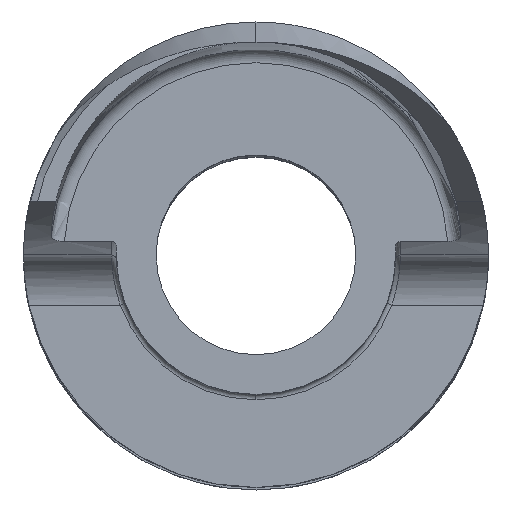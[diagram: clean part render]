
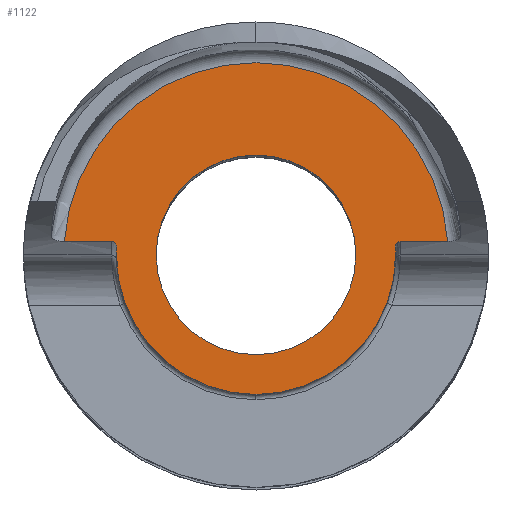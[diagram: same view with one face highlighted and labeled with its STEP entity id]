
A CAD part, top view. The second image highlights one B-rep face of the part: STEP entity #1122.
In plain terms, the highlighted planar face has unit normal (0, 0, 1).
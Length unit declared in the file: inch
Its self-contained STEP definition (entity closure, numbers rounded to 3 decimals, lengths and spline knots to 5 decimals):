
#24 = DIRECTION ( 'NONE',  ( 1., 0., 0. ) ) ;
#36 = CIRCLE ( 'NONE', #2549, 0.413 ) ;
#57 = VERTEX_POINT ( 'NONE', #1494 ) ;
#131 = CARTESIAN_POINT ( 'NONE',  ( -0.413, 0., 0.59 ) ) ;
#155 = CARTESIAN_POINT ( 'NONE',  ( 0.42721, 0.03997, 0.59 ) ) ;
#176 = ORIENTED_EDGE ( 'NONE', *, *, #234, .F. ) ;
#212 = CARTESIAN_POINT ( 'NONE',  ( 0., 0., 0.59 ) ) ;
#219 = DIRECTION ( 'NONE',  ( 1., 0., 0. ) ) ;
#234 = EDGE_CURVE ( 'NONE', #1791, #772, #1723, .T. ) ;
#243 = LINE ( 'NONE', #2629, #1846 ) ;
#256 = EDGE_LOOP ( 'NONE', ( #2511, #1966, #1314, #1048, #771, #1284, #1279, #1037 ) ) ;
#323 = AXIS2_PLACEMENT_3D ( 'NONE', #363, #1905, #593 ) ;
#346 = VERTEX_POINT ( 'NONE', #746 ) ;
#363 = CARTESIAN_POINT ( 'NONE',  ( 0., 0., 0.59 ) ) ;
#378 = CARTESIAN_POINT ( 'NONE',  ( 0., 0., 0.59 ) ) ;
#414 = AXIS2_PLACEMENT_3D ( 'NONE', #212, #875, #2397 ) ;
#432 = CARTESIAN_POINT ( 'NONE',  ( 0., 0., 0.59 ) ) ;
#504 = CARTESIAN_POINT ( 'NONE',  ( -0.42721, 0.03997, 0.59 ) ) ;
#518 = VERTEX_POINT ( 'NONE', #131 ) ;
#545 = DIRECTION ( 'NONE',  ( 1., 0., 0. ) ) ;
#546 = EDGE_CURVE ( 'NONE', #2470, #1885, #1770, .T. ) ;
#582 = CARTESIAN_POINT ( 'NONE',  ( 0.41348, 0.03156, 0.59 ) ) ;
#593 = DIRECTION ( 'NONE',  ( 1., 0., 0. ) ) ;
#605 = EDGE_CURVE ( 'NONE', #932, #2470, #2771, .T. ) ;
#606 = DIRECTION ( 'NONE',  ( 1., 0., 0. ) ) ;
#746 = CARTESIAN_POINT ( 'NONE',  ( 0.56713, 0.03997, 0.59 ) ) ;
#771 = ORIENTED_EDGE ( 'NONE', *, *, #820, .T. ) ;
#772 = VERTEX_POINT ( 'NONE', #2402 ) ;
#780 = CARTESIAN_POINT ( 'NONE',  ( 0., 0., 0.59 ) ) ;
#820 = EDGE_CURVE ( 'NONE', #1885, #346, #243, .T. ) ;
#845 = DIRECTION ( 'NONE',  ( 0., 0., 1. ) ) ;
#860 = B_SPLINE_CURVE_WITH_KNOTS ( 'NONE', 3,
 ( #1516, #2789, #2102, #2122, #1924, #1936 ),
 .UNSPECIFIED., .F., .F.,
 ( 4, 2, 4 ),
 ( 0., 0.00032, 0.00064 ),
 .UNSPECIFIED. ) ;
#875 = DIRECTION ( 'NONE',  ( 0., 0., 1. ) ) ;
#932 = VERTEX_POINT ( 'NONE', #2766 ) ;
#979 = EDGE_CURVE ( 'NONE', #518, #932, #2149, .T. ) ;
#1037 = ORIENTED_EDGE ( 'NONE', *, *, #1915, .T. ) ;
#1048 = ORIENTED_EDGE ( 'NONE', *, *, #546, .T. ) ;
#1068 = DIRECTION ( 'NONE',  ( 0., 0., 1. ) ) ;
#1074 = AXIS2_PLACEMENT_3D ( 'NONE', #432, #1755, #219 ) ;
#1081 = EDGE_CURVE ( 'NONE', #772, #1791, #2081, .T. ) ;
#1094 = LINE ( 'NONE', #1588, #2768 ) ;
#1122 = ADVANCED_FACE ( 'NONE', ( #1164, #2387 ), #1532, .T. ) ;
#1146 = EDGE_LOOP ( 'NONE', ( #1416, #176 ) ) ;
#1164 = FACE_BOUND ( 'NONE', #1146, .T. ) ;
#1212 = AXIS2_PLACEMENT_3D ( 'NONE', #2372, #1068, #2590 ) ;
#1237 = EDGE_CURVE ( 'NONE', #57, #2608, #1094, .T. ) ;
#1256 = CARTESIAN_POINT ( 'NONE',  ( 0.41235, 0.0231, 0.59 ) ) ;
#1279 = ORIENTED_EDGE ( 'NONE', *, *, #1237, .T. ) ;
#1284 = ORIENTED_EDGE ( 'NONE', *, *, #1708, .T. ) ;
#1314 = ORIENTED_EDGE ( 'NONE', *, *, #605, .T. ) ;
#1327 = AXIS2_PLACEMENT_3D ( 'NONE', #378, #1916, #606 ) ;
#1367 = DIRECTION ( 'NONE',  ( 0., 0., 1. ) ) ;
#1416 = ORIENTED_EDGE ( 'NONE', *, *, #1081, .F. ) ;
#1465 = CARTESIAN_POINT ( 'NONE',  ( 0.42297, 0.03997, 0.59 ) ) ;
#1477 = DIRECTION ( 'NONE',  ( 1., 0., 0. ) ) ;
#1494 = CARTESIAN_POINT ( 'NONE',  ( -0.56713, 0.03997, 0.59 ) ) ;
#1516 = CARTESIAN_POINT ( 'NONE',  ( -0.42721, 0.03997, 0.59 ) ) ;
#1532 = PLANE ( 'NONE',  #414 ) ;
#1588 = CARTESIAN_POINT ( 'NONE',  ( 0.6875, 0.03997, 0.59 ) ) ;
#1694 = CARTESIAN_POINT ( 'NONE',  ( -0.29528, 0., 0.59 ) ) ;
#1705 = CARTESIAN_POINT ( 'NONE',  ( 0.42721, 0.03997, 0.59 ) ) ;
#1708 = EDGE_CURVE ( 'NONE', #346, #57, #2663, .T. ) ;
#1723 = CIRCLE ( 'NONE', #1074, 0.29528 ) ;
#1755 = DIRECTION ( 'NONE',  ( 0., 0., 1. ) ) ;
#1770 = B_SPLINE_CURVE_WITH_KNOTS ( 'NONE', 3,
 ( #1256, #2113, #582, #2777, #1465, #155 ),
 .UNSPECIFIED., .F., .F.,
 ( 4, 2, 4 ),
 ( 0., 0.00032, 0.00064 ),
 .UNSPECIFIED. ) ;
#1791 = VERTEX_POINT ( 'NONE', #1694 ) ;
#1846 = VECTOR ( 'NONE', #24, 39.37008 ) ;
#1885 = VERTEX_POINT ( 'NONE', #1705 ) ;
#1905 = DIRECTION ( 'NONE',  ( 0., 0., 1. ) ) ;
#1914 = CARTESIAN_POINT ( 'NONE',  ( -0.41235, 0.0231, 0.59 ) ) ;
#1915 = EDGE_CURVE ( 'NONE', #2608, #1923, #860, .T. ) ;
#1916 = DIRECTION ( 'NONE',  ( 0., 0., 1. ) ) ;
#1923 = VERTEX_POINT ( 'NONE', #1914 ) ;
#1924 = CARTESIAN_POINT ( 'NONE',  ( -0.41212, 0.02732, 0.59 ) ) ;
#1936 = CARTESIAN_POINT ( 'NONE',  ( -0.41235, 0.0231, 0.59 ) ) ;
#1957 = CARTESIAN_POINT ( 'NONE',  ( 0.41235, 0.0231, 0.59 ) ) ;
#1966 = ORIENTED_EDGE ( 'NONE', *, *, #979, .T. ) ;
#2037 = CARTESIAN_POINT ( 'NONE',  ( 0., 0., 0.59 ) ) ;
#2081 = CIRCLE ( 'NONE', #1212, 0.29528 ) ;
#2102 = CARTESIAN_POINT ( 'NONE',  ( -0.4189, 0.03795, 0.59 ) ) ;
#2113 = CARTESIAN_POINT ( 'NONE',  ( 0.41212, 0.02732, 0.59 ) ) ;
#2122 = CARTESIAN_POINT ( 'NONE',  ( -0.41348, 0.03158, 0.59 ) ) ;
#2149 = CIRCLE ( 'NONE', #323, 0.413 ) ;
#2267 = AXIS2_PLACEMENT_3D ( 'NONE', #2037, #1367, #1477 ) ;
#2275 = DIRECTION ( 'NONE',  ( 1., 0., 0. ) ) ;
#2301 = EDGE_CURVE ( 'NONE', #1923, #518, #36, .T. ) ;
#2372 = CARTESIAN_POINT ( 'NONE',  ( 0., 0., 0.59 ) ) ;
#2387 = FACE_OUTER_BOUND ( 'NONE', #256, .T. ) ;
#2397 = DIRECTION ( 'NONE',  ( 1., 0., 0. ) ) ;
#2402 = CARTESIAN_POINT ( 'NONE',  ( 0.29528, 0., 0.59 ) ) ;
#2470 = VERTEX_POINT ( 'NONE', #1957 ) ;
#2511 = ORIENTED_EDGE ( 'NONE', *, *, #2301, .T. ) ;
#2549 = AXIS2_PLACEMENT_3D ( 'NONE', #780, #845, #545 ) ;
#2590 = DIRECTION ( 'NONE',  ( 1., 0., 0. ) ) ;
#2608 = VERTEX_POINT ( 'NONE', #504 ) ;
#2629 = CARTESIAN_POINT ( 'NONE',  ( 0.6875, 0.03997, 0.59 ) ) ;
#2663 = CIRCLE ( 'NONE', #2267, 0.56853 ) ;
#2766 = CARTESIAN_POINT ( 'NONE',  ( 0.413, 0., 0.59 ) ) ;
#2768 = VECTOR ( 'NONE', #2275, 39.37008 ) ;
#2771 = CIRCLE ( 'NONE', #1327, 0.413 ) ;
#2777 = CARTESIAN_POINT ( 'NONE',  ( 0.4189, 0.03795, 0.59 ) ) ;
#2789 = CARTESIAN_POINT ( 'NONE',  ( -0.42298, 0.03997, 0.59 ) ) ;
